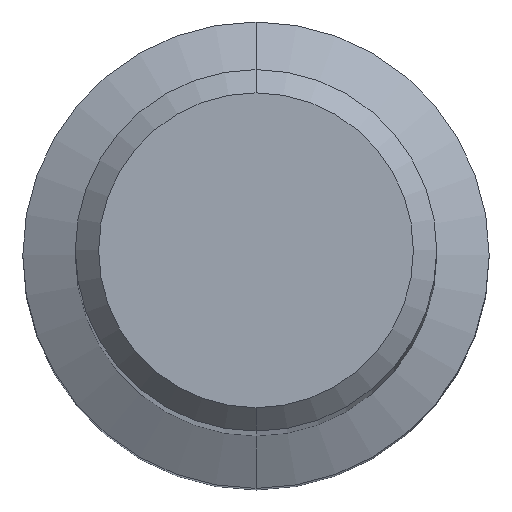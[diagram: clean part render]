
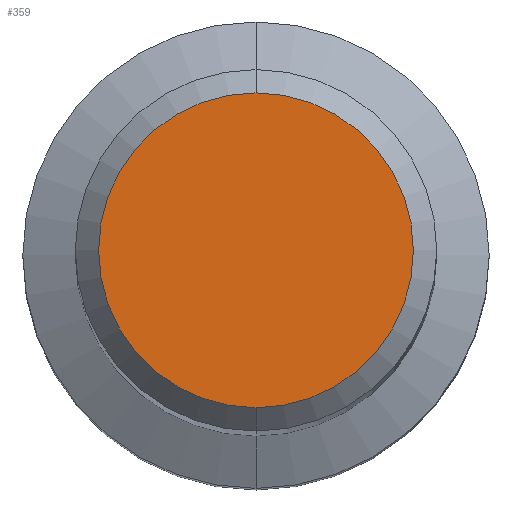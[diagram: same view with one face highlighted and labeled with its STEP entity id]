
A CAD part, top view. The second image highlights one B-rep face of the part: STEP entity #359.
In plain terms, the highlighted planar face has unit normal (0, 0, 1).
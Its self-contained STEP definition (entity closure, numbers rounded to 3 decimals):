
#235=VERTEX_POINT('',#595);
#287=VERTEX_POINT('',#650);
#327=EDGE_CURVE('',#235,#287,#693,.T.);
#359=ADVANCED_FACE('',(#728),#729,.T.);
#415=EDGE_CURVE('',#287,#235,#789,.T.);
#595=CARTESIAN_POINT('',(0.,-2.7,0.0));
#650=CARTESIAN_POINT('',(0.0,2.7,0.0));
#693=CIRCLE('',#1273,2.7);
#728=FACE_OUTER_BOUND('',#1325,.T.);
#729=PLANE('',#1326);
#789=CIRCLE('',#1432,2.7);
#1273=AXIS2_PLACEMENT_3D('',#1781,#1782,#1783);
#1325=EDGE_LOOP('',(#1818,#1819));
#1326=AXIS2_PLACEMENT_3D('',#1820,#1821,#1822);
#1432=AXIS2_PLACEMENT_3D('',#1872,#1873,#1874);
#1781=CARTESIAN_POINT('',(0.0,0.0,0.0));
#1782=DIRECTION('',(0.0,0.0,-1.0));
#1783=DIRECTION('',(0.0,1.0,0.0));
#1818=ORIENTED_EDGE('',*,*,#415,.F.);
#1819=ORIENTED_EDGE('',*,*,#327,.F.);
#1820=CARTESIAN_POINT('',(0.0,1.35,0.0));
#1821=DIRECTION('',(-0.0,0.0,1.0));
#1822=DIRECTION('',(0.0,-1.0,0.0));
#1872=CARTESIAN_POINT('',(0.0,0.0,0.0));
#1873=DIRECTION('',(0.0,0.0,-1.0));
#1874=DIRECTION('',(0.0,1.0,0.0));
